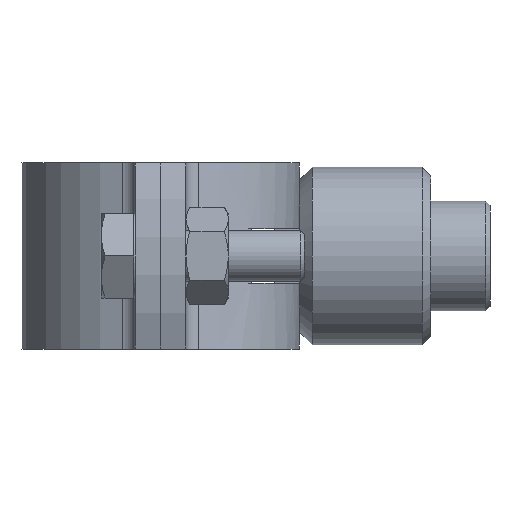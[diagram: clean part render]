
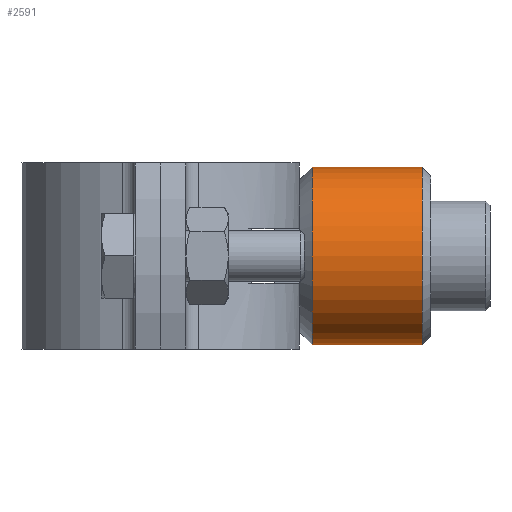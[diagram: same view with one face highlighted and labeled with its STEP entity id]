
A CAD part, left-side view. The second image highlights one B-rep face of the part: STEP entity #2591.
In plain terms, the highlighted cylindrical face has radius 10.5 mm (diameter 21 mm), a partial arc.
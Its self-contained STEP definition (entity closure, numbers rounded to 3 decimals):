
#183 = ORIENTED_EDGE ( 'NONE', *, *, #901, .T. ) ;
#206 = FACE_OUTER_BOUND ( 'NONE', #2135, .T. ) ;
#215 = CARTESIAN_POINT ( 'NONE',  ( 0., -47.569, -10.5 ) ) ;
#354 = VERTEX_POINT ( 'NONE', #4125 ) ;
#706 = CARTESIAN_POINT ( 'NONE',  ( 0., -30.95, 0. ) ) ;
#771 = DIRECTION ( 'NONE',  ( 0., -1., 0. ) ) ;
#795 = CARTESIAN_POINT ( 'NONE',  ( 0., -17.95, 10.5 ) ) ;
#852 = VECTOR ( 'NONE', #771, 1000. ) ;
#901 = EDGE_CURVE ( 'NONE', #1874, #1061, #1202, .T. ) ;
#1061 = VERTEX_POINT ( 'NONE', #2454 ) ;
#1202 = CIRCLE ( 'NONE', #3594, 10.5 ) ;
#1215 = AXIS2_PLACEMENT_3D ( 'NONE', #2203, #3515, #2840 ) ;
#1498 = LINE ( 'NONE', #215, #3368 ) ;
#1604 = CIRCLE ( 'NONE', #3623, 10.5 ) ;
#1723 = EDGE_CURVE ( 'NONE', #3290, #1061, #1799, .T. ) ;
#1799 = LINE ( 'NONE', #2735, #852 ) ;
#1874 = VERTEX_POINT ( 'NONE', #3173 ) ;
#1984 = ORIENTED_EDGE ( 'NONE', *, *, #4041, .T. ) ;
#2135 = EDGE_LOOP ( 'NONE', ( #3576, #1984, #3029, #183 ) ) ;
#2203 = CARTESIAN_POINT ( 'NONE',  ( 0., -47.569, 0. ) ) ;
#2454 = CARTESIAN_POINT ( 'NONE',  ( 0., -30.95, 10.5 ) ) ;
#2591 = ADVANCED_FACE ( 'NONE', ( #206 ), #2907, .T. ) ;
#2683 = DIRECTION ( 'NONE',  ( 0., -1., 0. ) ) ;
#2693 = DIRECTION ( 'NONE',  ( 0., 0., 1. ) ) ;
#2701 = CARTESIAN_POINT ( 'NONE',  ( 0., -17.95, 0. ) ) ;
#2735 = CARTESIAN_POINT ( 'NONE',  ( 0., -47.569, 10.5 ) ) ;
#2840 = DIRECTION ( 'NONE',  ( 0., 0., -1. ) ) ;
#2897 = DIRECTION ( 'NONE',  ( 0., -1., 0. ) ) ;
#2907 = CYLINDRICAL_SURFACE ( 'NONE', #1215, 10.5 ) ;
#3029 = ORIENTED_EDGE ( 'NONE', *, *, #3375, .T. ) ;
#3173 = CARTESIAN_POINT ( 'NONE',  ( 0., -30.95, -10.5 ) ) ;
#3290 = VERTEX_POINT ( 'NONE', #795 ) ;
#3336 = DIRECTION ( 'NONE',  ( 0., 1., 0. ) ) ;
#3368 = VECTOR ( 'NONE', #2897, 1000. ) ;
#3375 = EDGE_CURVE ( 'NONE', #354, #1874, #1498, .T. ) ;
#3515 = DIRECTION ( 'NONE',  ( 0., -1., 0. ) ) ;
#3576 = ORIENTED_EDGE ( 'NONE', *, *, #1723, .F. ) ;
#3594 = AXIS2_PLACEMENT_3D ( 'NONE', #706, #3336, #2693 ) ;
#3623 = AXIS2_PLACEMENT_3D ( 'NONE', #2701, #2683, #3733 ) ;
#3733 = DIRECTION ( 'NONE',  ( 0., 0., 1. ) ) ;
#4041 = EDGE_CURVE ( 'NONE', #3290, #354, #1604, .T. ) ;
#4125 = CARTESIAN_POINT ( 'NONE',  ( 0., -17.95, -10.5 ) ) ;
